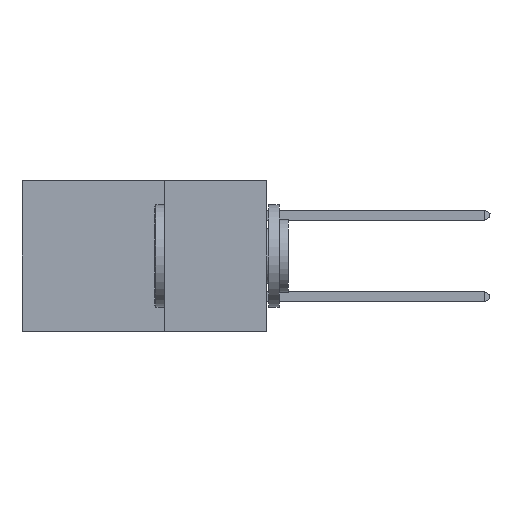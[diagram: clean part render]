
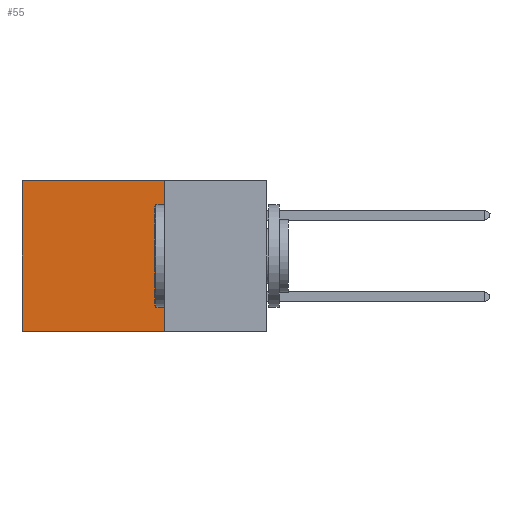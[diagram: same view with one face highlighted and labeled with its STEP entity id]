
A CAD part, left-side view. The second image highlights one B-rep face of the part: STEP entity #55.
In plain terms, the highlighted planar face has unit normal (-1, 0, 0).
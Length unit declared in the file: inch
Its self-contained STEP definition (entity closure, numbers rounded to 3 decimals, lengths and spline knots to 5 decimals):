
#55 = ADVANCED_FACE ( 'NONE', ( #18010 ), #14816, .F. ) ;
#171 = LINE ( 'NONE', #3357, #5225 ) ;
#434 = EDGE_CURVE ( 'NONE', #11332, #19699, #171, .T. ) ;
#962 = VECTOR ( 'NONE', #20380, 39.37008 ) ;
#1279 = ORIENTED_EDGE ( 'NONE', *, *, #17610, .F. ) ;
#2105 = VERTEX_POINT ( 'NONE', #21805 ) ;
#2768 = LINE ( 'NONE', #18994, #22309 ) ;
#3160 = EDGE_CURVE ( 'NONE', #2105, #11332, #10999, .T. ) ;
#3357 = CARTESIAN_POINT ( 'NONE',  ( 0.2875, 0.6, 0. ) ) ;
#5225 = VECTOR ( 'NONE', #22045, 39.37008 ) ;
#5317 = CARTESIAN_POINT ( 'NONE',  ( 0.2875, 0.6, -0.37 ) ) ;
#5391 = LINE ( 'NONE', #24459, #962 ) ;
#7200 = EDGE_CURVE ( 'NONE', #2105, #22945, #2768, .T. ) ;
#9531 = ORIENTED_EDGE ( 'NONE', *, *, #3160, .T. ) ;
#10999 = LINE ( 'NONE', #16452, #24048 ) ;
#11080 = CARTESIAN_POINT ( 'NONE',  ( 0.2875, 0.25, 0. ) ) ;
#11332 = VERTEX_POINT ( 'NONE', #20736 ) ;
#11699 = DIRECTION ( 'NONE',  ( 0., 0., -1. ) ) ;
#13099 = DIRECTION ( 'NONE',  ( 0., 0., -1. ) ) ;
#14483 = ORIENTED_EDGE ( 'NONE', *, *, #7200, .F. ) ;
#14816 = PLANE ( 'NONE',  #24424 ) ;
#16452 = CARTESIAN_POINT ( 'NONE',  ( 0.2875, 0.25, 0. ) ) ;
#16829 = ORIENTED_EDGE ( 'NONE', *, *, #434, .T. ) ;
#17362 = EDGE_LOOP ( 'NONE', ( #16829, #1279, #14483, #9531 ) ) ;
#17610 = EDGE_CURVE ( 'NONE', #22945, #19699, #5391, .T. ) ;
#18010 = FACE_OUTER_BOUND ( 'NONE', #17362, .T. ) ;
#18790 = DIRECTION ( 'NONE',  ( 1., 0., 0. ) ) ;
#18994 = CARTESIAN_POINT ( 'NONE',  ( 0.2875, 0.25, 0. ) ) ;
#19582 = CARTESIAN_POINT ( 'NONE',  ( 0.2875, 0.25, -0.37 ) ) ;
#19699 = VERTEX_POINT ( 'NONE', #5317 ) ;
#20217 = DIRECTION ( 'NONE',  ( 0., 1., 0. ) ) ;
#20380 = DIRECTION ( 'NONE',  ( 0., 1., 0. ) ) ;
#20736 = CARTESIAN_POINT ( 'NONE',  ( 0.2875, 0.6, 0. ) ) ;
#21805 = CARTESIAN_POINT ( 'NONE',  ( 0.2875, 0.25, 0. ) ) ;
#22045 = DIRECTION ( 'NONE',  ( 0., 0., -1. ) ) ;
#22309 = VECTOR ( 'NONE', #11699, 39.37008 ) ;
#22945 = VERTEX_POINT ( 'NONE', #19582 ) ;
#24048 = VECTOR ( 'NONE', #20217, 39.37008 ) ;
#24424 = AXIS2_PLACEMENT_3D ( 'NONE', #11080, #18790, #13099 ) ;
#24459 = CARTESIAN_POINT ( 'NONE',  ( 0.2875, 0.25, -0.37 ) ) ;
